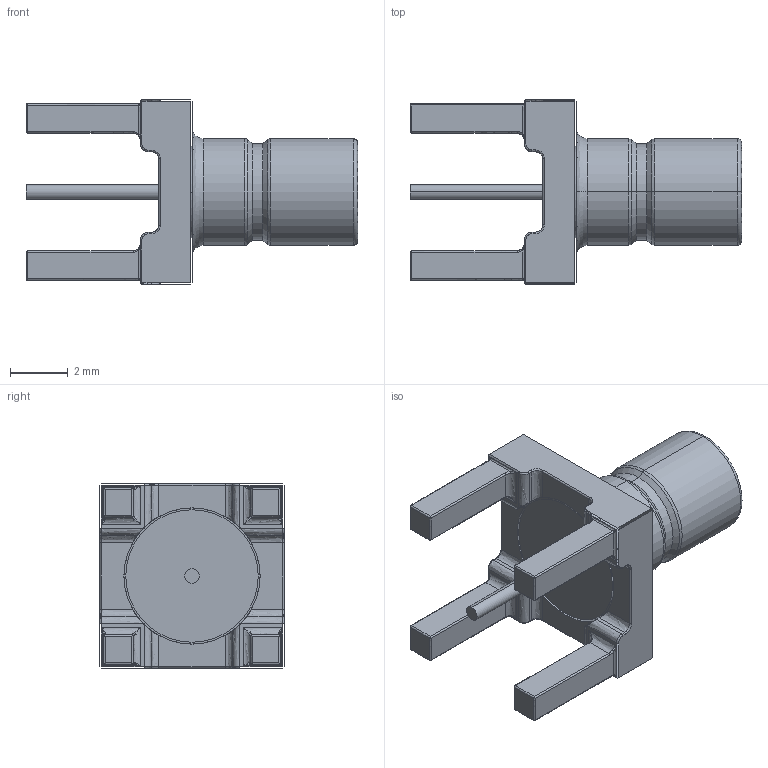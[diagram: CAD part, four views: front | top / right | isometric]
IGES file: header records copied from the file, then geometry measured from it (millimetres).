
Start section:  PTC IGES file: 903-581j-71p.igs
Global section: file name: 903-581j-71p.igs; native system: Pro/ENGINEER by Parametric Technology Corporation; preprocessor: 2008010; author: Administrator; organization: Unknown; date: 20091109.132029; units: inch
Bounding box: 11.43 x 6.35 x 6.35 mm (x, y, z)
Surface area: 312.4 mm2 (no closed solid volume)
Topology: 0 solids, 0 shells, 180 faces, 872 edges, 872 vertices
Faces by surface type: revolution 130, bspline 50
